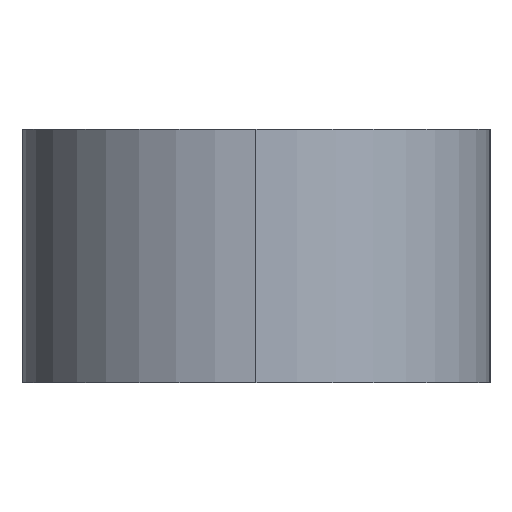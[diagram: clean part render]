
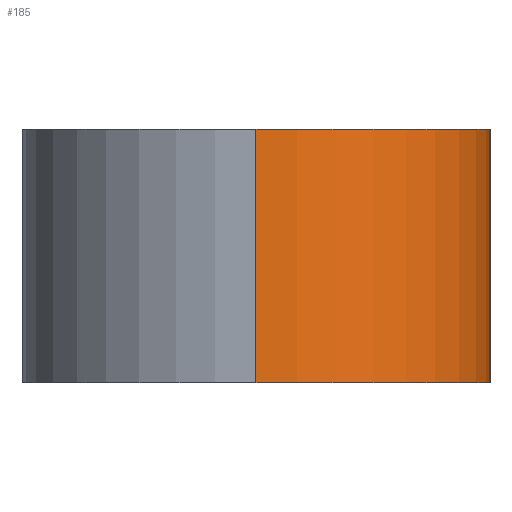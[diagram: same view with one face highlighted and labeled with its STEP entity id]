
A CAD part, left-side view. The second image highlights one B-rep face of the part: STEP entity #185.
In plain terms, the highlighted cylindrical face has radius 6 mm (diameter 12 mm), a partial arc.
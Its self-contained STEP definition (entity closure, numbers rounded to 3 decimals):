
#11 = VERTEX_POINT ( 'NONE', #139 ) ;
#12 = AXIS2_PLACEMENT_3D ( 'NONE', #316, #389, #354 ) ;
#24 = EDGE_CURVE ( 'NONE', #142, #341, #379, .T. ) ;
#27 = EDGE_LOOP ( 'NONE', ( #247, #31, #155, #254 ) ) ;
#31 = ORIENTED_EDGE ( 'NONE', *, *, #349, .T. ) ;
#69 = VERTEX_POINT ( 'NONE', #321 ) ;
#77 = DIRECTION ( 'NONE',  ( -1., 0., 0. ) ) ;
#88 = VECTOR ( 'NONE', #390, 1000. ) ;
#139 = CARTESIAN_POINT ( 'NONE',  ( -6., 0., 6.5 ) ) ;
#140 = CARTESIAN_POINT ( 'NONE',  ( 0., -6., 6.5 ) ) ;
#142 = VERTEX_POINT ( 'NONE', #282 ) ;
#143 = DIRECTION ( 'NONE',  ( 1., 0., 0. ) ) ;
#153 = CIRCLE ( 'NONE', #12, 6. ) ;
#155 = ORIENTED_EDGE ( 'NONE', *, *, #251, .T. ) ;
#162 = CIRCLE ( 'NONE', #308, 6. ) ;
#166 = CARTESIAN_POINT ( 'NONE',  ( 0., -6., 0. ) ) ;
#169 = DIRECTION ( 'NONE',  ( 0., 0., -1. ) ) ;
#184 = CYLINDRICAL_SURFACE ( 'NONE', #224, 6. ) ;
#185 = ADVANCED_FACE ( 'NONE', ( #318 ), #184, .T. ) ;
#195 = CARTESIAN_POINT ( 'NONE',  ( 0., 0., 0. ) ) ;
#224 = AXIS2_PLACEMENT_3D ( 'NONE', #359, #264, #77 ) ;
#247 = ORIENTED_EDGE ( 'NONE', *, *, #405, .F. ) ;
#251 = EDGE_CURVE ( 'NONE', #69, #341, #162, .T. ) ;
#254 = ORIENTED_EDGE ( 'NONE', *, *, #24, .F. ) ;
#264 = DIRECTION ( 'NONE',  ( 0., 0., -1. ) ) ;
#282 = CARTESIAN_POINT ( 'NONE',  ( 0., -6., 6.5 ) ) ;
#292 = VECTOR ( 'NONE', #169, 1000. ) ;
#308 = AXIS2_PLACEMENT_3D ( 'NONE', #195, #328, #143 ) ;
#316 = CARTESIAN_POINT ( 'NONE',  ( 0., 0., 6.5 ) ) ;
#318 = FACE_OUTER_BOUND ( 'NONE', #27, .T. ) ;
#321 = CARTESIAN_POINT ( 'NONE',  ( -6., 0., 0. ) ) ;
#324 = CARTESIAN_POINT ( 'NONE',  ( -6., 0., 6.5 ) ) ;
#328 = DIRECTION ( 'NONE',  ( 0., 0., 1. ) ) ;
#341 = VERTEX_POINT ( 'NONE', #166 ) ;
#349 = EDGE_CURVE ( 'NONE', #11, #69, #410, .T. ) ;
#354 = DIRECTION ( 'NONE',  ( 1., 0., 0. ) ) ;
#359 = CARTESIAN_POINT ( 'NONE',  ( 0., 0., 6.5 ) ) ;
#379 = LINE ( 'NONE', #140, #292 ) ;
#389 = DIRECTION ( 'NONE',  ( 0., 0., 1. ) ) ;
#390 = DIRECTION ( 'NONE',  ( 0., 0., -1. ) ) ;
#405 = EDGE_CURVE ( 'NONE', #11, #142, #153, .T. ) ;
#410 = LINE ( 'NONE', #324, #88 ) ;
